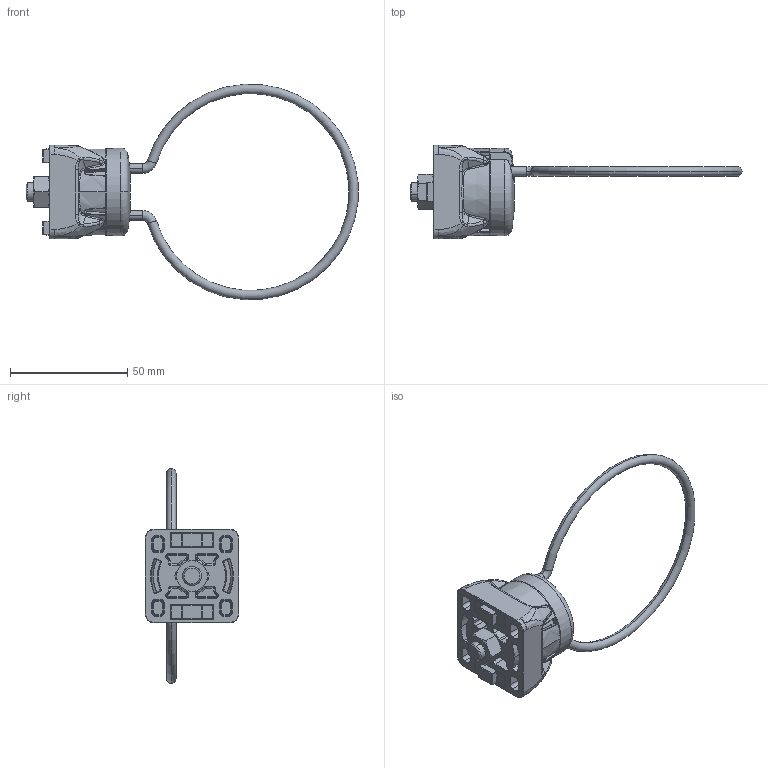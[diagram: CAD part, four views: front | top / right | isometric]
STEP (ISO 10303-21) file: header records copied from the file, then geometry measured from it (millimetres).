
FILE_DESCRIPTION (( 'STEP AP203' ), '1' );
FILE_NAME ('172490.step', '2025-08-14T17:50:51', ( '' ), ( '' ), 'SwSTEP 2.0', 'SolidWorks 2024', '' );
FILE_SCHEMA (( 'CONFIG_CONTROL_DESIGN' ));
Length unit declared in the file: millimetre
Products named in the file (1): 172490
Bounding box: 141.59 x 40 x 91.79 mm (x, y, z)
Volume: 42287.3 mm3; surface area: 23534.8 mm2
Topology: 7 solids, 7 shells, 1239 faces, 2899 edges, 1644 vertices
Faces by surface type: cylinder 296, bspline 288, plane 222, torus 206, cone 150, sphere 77
Entity records: 45456 total; most frequent: CARTESIAN_POINT 19614, ORIENTED_EDGE 5710, DIRECTION 5149, EDGE_CURVE 2855, AXIS2_PLACEMENT_3D 2180, VERTEX_POINT 1640, EDGE_LOOP 1259, FACE_OUTER_BOUND 1239
